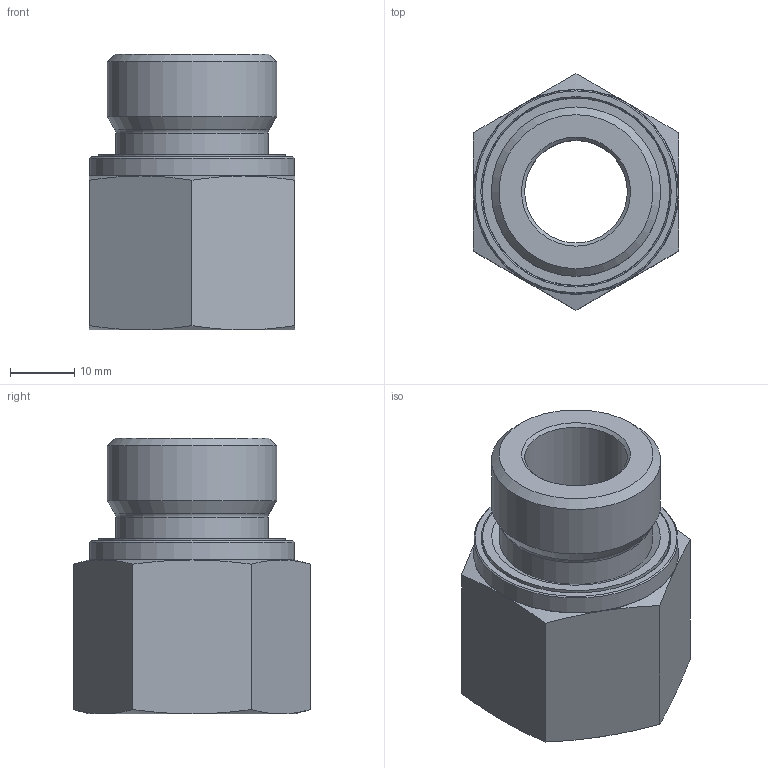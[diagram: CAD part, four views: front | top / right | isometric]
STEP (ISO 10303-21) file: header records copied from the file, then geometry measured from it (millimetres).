
FILE_DESCRIPTION((''),'2;1');
FILE_NAME('715026848.stp','2015-07-08T09:38:50',(''),('KNOMI spol. s r. o.'),'Autodesk Inventor 2012','Autodesk Inventor 2012','');
FILE_SCHEMA(('AUTOMOTIVE_DESIGN { 1 2 10303 214 0 1 1 1 }'));
Length unit declared in the file: millimetre
Products named in the file (3): RIER G3/4"-G1/2"; 715036848; 60927262734
Assembly tree (2 placements, depth 2):
  RIER G3/4"-G1/2"
    715036848
    60927262734
Bounding box: 32 x 36.95 x 43 mm (x, y, z)
Volume: 21673.1 mm3; surface area: 8684.6 mm2
Topology: 2 solids, 2 shells, 44 faces, 89 edges, 52 vertices
Faces by surface type: cone 20, plane 13, cylinder 8, torus 3
Full cylindrical faces by diameter (mm): 16 x1, 18.631 x1, 23.8 x1, 23.9 x1, 26.411 x1, 29.2 x1, 29.3 x1, 31.9 x1
Entity records: 1144 total; most frequent: CARTESIAN_POINT 213, DIRECTION 178, ORIENTED_EDGE 134, AXIS2_PLACEMENT_3D 86, EDGE_LOOP 70, EDGE_CURVE 67, VERTEX_POINT 49, STYLED_ITEM 46
